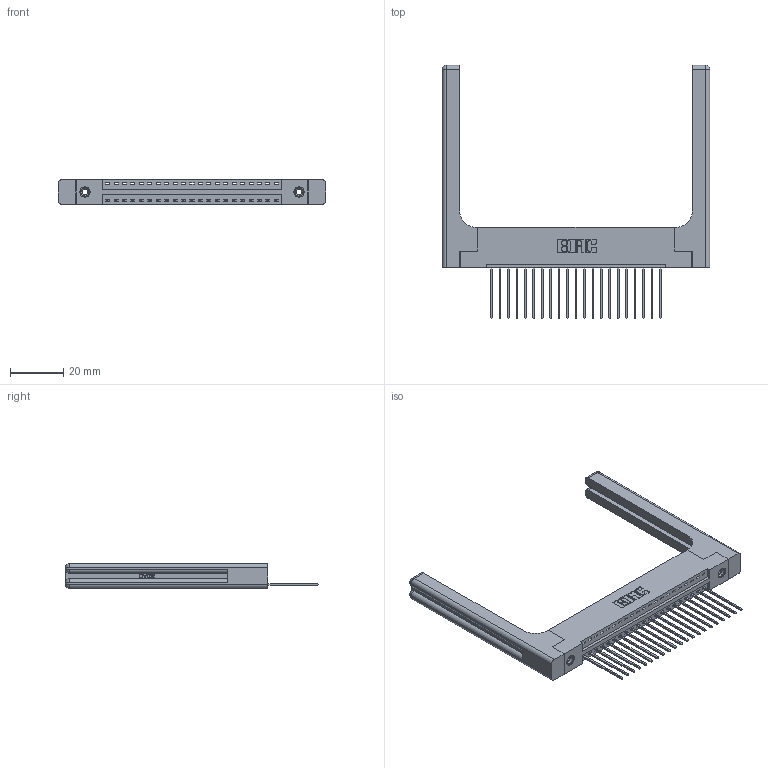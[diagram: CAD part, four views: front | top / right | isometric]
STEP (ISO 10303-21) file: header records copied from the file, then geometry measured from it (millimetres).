
FILE_DESCRIPTION (( 'STEP AP203' ), '1' );
FILE_NAME ('396-021-541-158.STEP', '2019-10-27T04:16:56', ( '' ), ( '' ), 'SwSTEP 2.0', 'SolidWorks 2016', '' );
FILE_SCHEMA (( 'CONFIG_CONTROL_DESIGN' ));
Length unit declared in the file: inch
Products named in the file (5): 396-021-541-158; 345-292-001_345-293-141; 345-250-001_345-250-001-102; 346-220-058_345-220-058; 346 Part_Flush Mounting Lugs - 0.156 Dia-TH
Assembly tree (26 placements, depth 2):
  396-021-541-158
    346 Part_Flush Mounting Lugs - 0.156 Dia-TH
    345-292-001_345-293-141  x21
    345-250-001_345-250-001-102  x2
    346-220-058_345-220-058  x2
Bounding box: 100.74 x 95.25 x 9.4 mm (x, y, z)
Volume: 17085.7 mm3; surface area: 17314.8 mm2
Topology: 26 solids, 26 shells, 1596 faces, 4691 edges, 3078 vertices
Faces by surface type: plane 1064, cylinder 472, bspline 36, cone 12, sphere 8, torus 4
Entity records: 21060 total; most frequent: CARTESIAN_POINT 4596, ORIENTED_EDGE 3348, DIRECTION 3012, EDGE_CURVE 1674, LINE 1366, VECTOR 1366, VERTEX_POINT 1106, AXIS2_PLACEMENT_3D 823
